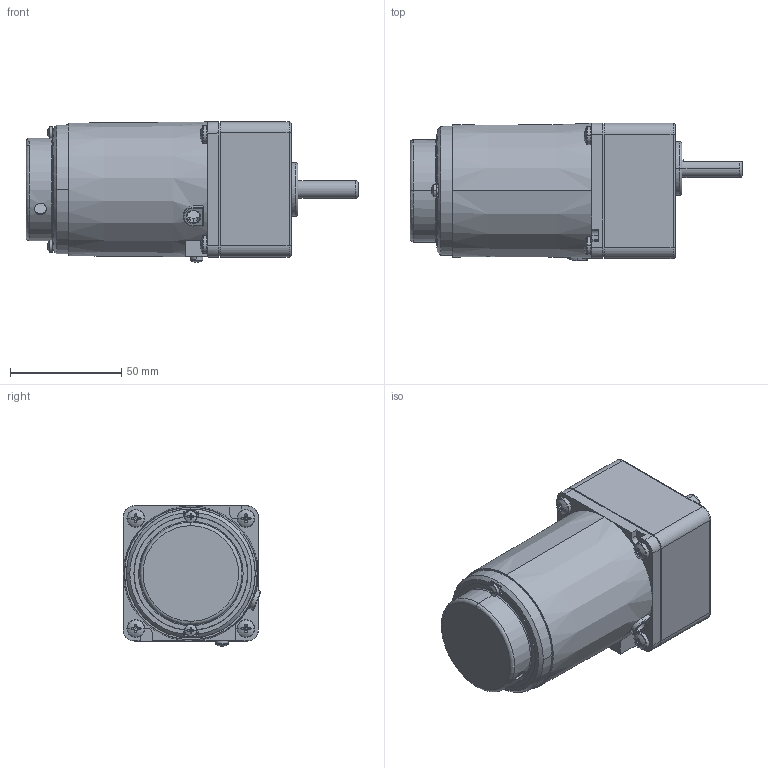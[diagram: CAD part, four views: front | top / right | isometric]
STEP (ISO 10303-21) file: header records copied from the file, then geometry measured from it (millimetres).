
FILE_DESCRIPTION((''),'2;1');
FILE_NAME('2IK6RGN-C-2GN3K-18K_ASM','2015-09-06T',('Administrator'),(''),'PRO/ENGINEER BY PARAMETRIC TECHNOLOGY CORPORATION, 2007170','PRO/ENGINEER BY PARAMETRIC TECHNOLOGY CORPORATION, 2007170','');
FILE_SCHEMA(('CONFIG_CONTROL_DESIGN'));
Length unit declared in the file: millimetre
Products named in the file (14): 2IK6RGN-C_7_AF0; 2IK6RGN-C-2GN3K-200K_ASM_1_AF0__ASM; PRT0023; PRT0025; PRT0026; PRT0027; PRT0028; PRT0029; PRT0030; PRT0031; ASM0002_ASM; 2IK6RGN-C-2GN3K-200K_ASM_ASM_ASM; 2GN3K-18K; 2IK6RGN-C-2GN3K-18K_ASM
Assembly tree (13 placements, depth 5):
  2IK6RGN-C-2GN3K-18K_ASM
    2IK6RGN-C-2GN3K-200K_ASM_ASM_ASM
      ASM0002_ASM
        2IK6RGN-C-2GN3K-200K_ASM_1_AF0__ASM
          2IK6RGN-C_7_AF0
        PRT0023
        PRT0025
        PRT0026
        PRT0027
        PRT0028
        PRT0029
        PRT0030
        PRT0031
    2GN3K-18K
Bounding box: 149.25 x 61.85 x 63.07 mm (x, y, z)
Volume: 211108.2 mm3; surface area: 63402.4 mm2
Topology: 10 solids, 10 shells, 1286 faces, 3397 edges, 2123 vertices
Faces by surface type: cone 622, cylinder 364, plane 227, torus 57, sphere 16
Entity records: 41021 total; most frequent: DIRECTION 7869, CARTESIAN_POINT 7531, ORIENTED_EDGE 6718, EDGE_CURVE 3359, AXIS2_PLACEMENT_3D 3306, VERTEX_POINT 2123, CIRCLE 1982, EDGE_LOOP 1336
